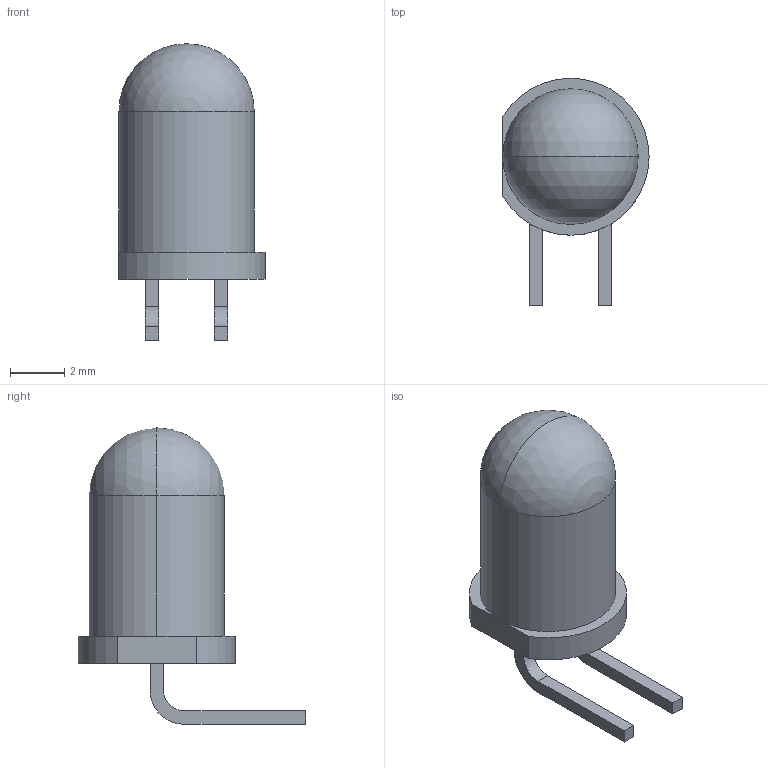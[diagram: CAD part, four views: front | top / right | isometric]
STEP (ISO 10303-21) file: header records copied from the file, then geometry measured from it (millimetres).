
FILE_DESCRIPTION (( 'STEP AP214' ), '1' );
FILE_NAME ('led-5mm-right-angle.STEP', '2012-12-03T19:55:30', ( '' ), ( '' ), 'SwSTEP 2.0', 'SolidWorks 2011', '' );
FILE_SCHEMA (( 'AUTOMOTIVE_DESIGN' ));
Length unit declared in the file: millimetre
Products named in the file (1): led-5mm-right-angle
Bounding box: 5.4 x 8.4 x 10.95 mm (x, y, z)
Volume: 164 mm3; surface area: 198.9 mm2
Topology: 1 solids, 1 shells, 26 faces, 67 edges, 43 vertices
Faces by surface type: plane 17, cylinder 7, sphere 2
Entity records: 991 total; most frequent: DIRECTION 133, CARTESIAN_POINT 131, ORIENTED_EDGE 126, EDGE_CURVE 63, LINE 47, VECTOR 47, AXIS2_PLACEMENT_3D 43, VERTEX_POINT 41
